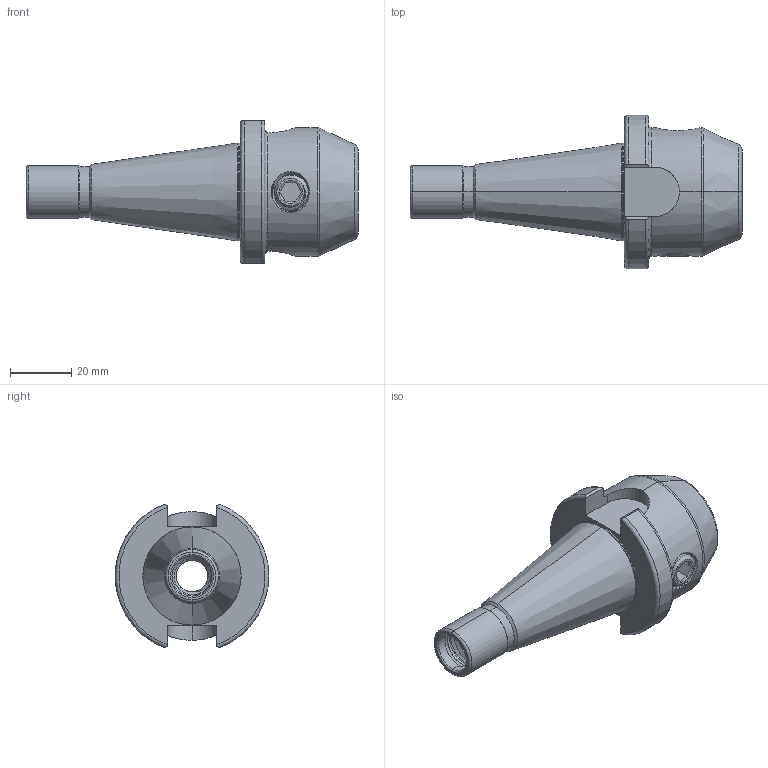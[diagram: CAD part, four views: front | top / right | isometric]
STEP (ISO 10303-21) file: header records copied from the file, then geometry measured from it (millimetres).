
FILE_DESCRIPTION (( 'STEP AP203' ), '1' );
FILE_NAME ('301.04.12.STEP', '2016-11-26T04:00:55', ( '' ), ( '' ), 'SwSTEP 2.0', 'SolidWorks 2012', '' );
FILE_SCHEMA (( 'CONFIG_CONTROL_DESIGN' ));
Length unit declared in the file: millimetre
Products named in the file (3): 側固12_M12x1.75_16L; 301.04.12
Assembly tree (2 placements, depth 2):
  301.04.12
    301.04.12
    側固12_M12x1.75_16L
Bounding box: 108.4 x 50.2 x 46.86 mm (x, y, z)
Volume: 67485.2 mm3; surface area: 19118.6 mm2
Topology: 2 solids, 2 shells, 174 faces, 456 edges, 291 vertices
Faces by surface type: cylinder 75, plane 27, cone 25, torus 24, bspline 21, sphere 2
Entity records: 18581 total; most frequent: CARTESIAN_POINT 14501, ORIENTED_EDGE 908, DIRECTION 660, EDGE_CURVE 454, VERTEX_POINT 291, AXIS2_PLACEMENT_3D 262, EDGE_LOOP 185, ADVANCED_FACE 174
